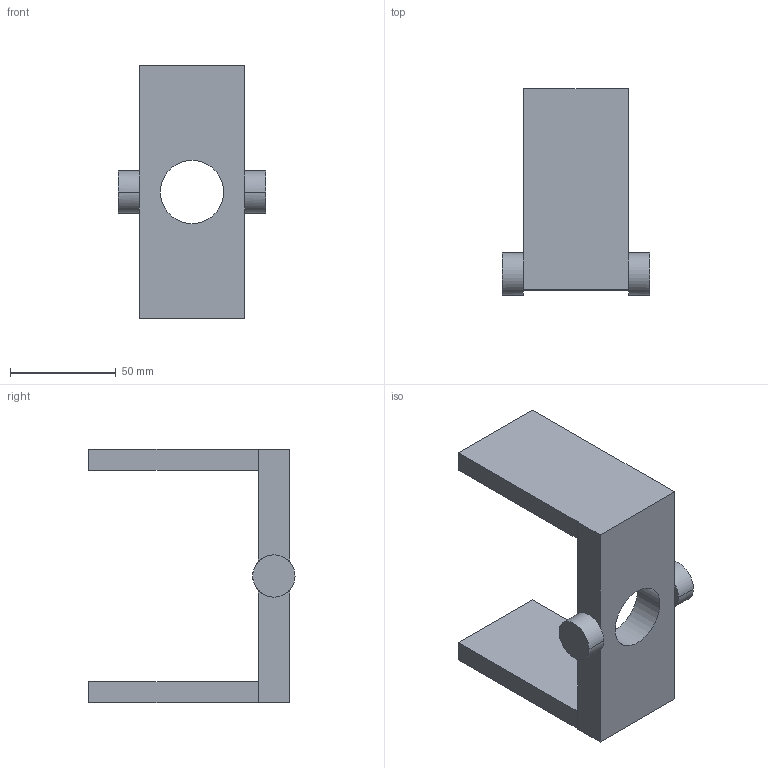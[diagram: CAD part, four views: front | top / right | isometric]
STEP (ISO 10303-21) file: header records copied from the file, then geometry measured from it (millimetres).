
FILE_DESCRIPTION(('CATIA V5 STEP Exchange'),'2;1');
FILE_NAME('leadscrew plates.stp','2021-06-26T14:35:03+00:00',('none'),('none'),'CATIA Version 5 Release 20 GA (IN-10)','CATIA V5 STEP AP203','none');
FILE_SCHEMA(('CONFIG_CONTROL_DESIGN'));
Length unit declared in the file: millimetre
Products named in the file (1): Leverplates
Bounding box: 70 x 97.5 x 120 mm (x, y, z)
Volume: 165018 mm3; surface area: 37605.5 mm2
Topology: 1 solids, 1 shells, 28 faces, 70 edges, 44 vertices
Faces by surface type: plane 22, cylinder 6
Entity records: 791 total; most frequent: ORIENTED_EDGE 140, CARTESIAN_POINT 130, DIRECTION 100, EDGE_CURVE 70, VECTOR 50, LINE 50, VERTEX_POINT 44, AXIS2_PLACEMENT_3D 36
